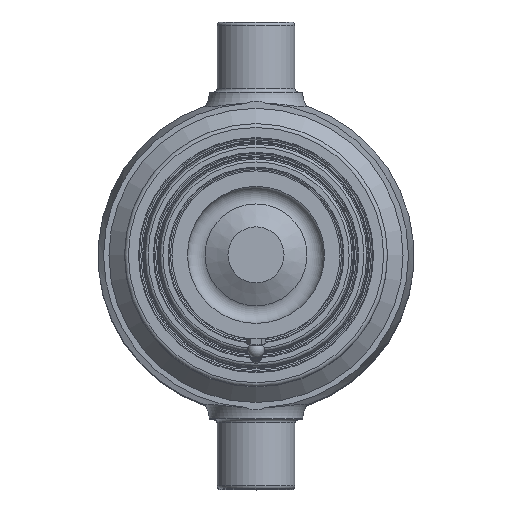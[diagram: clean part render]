
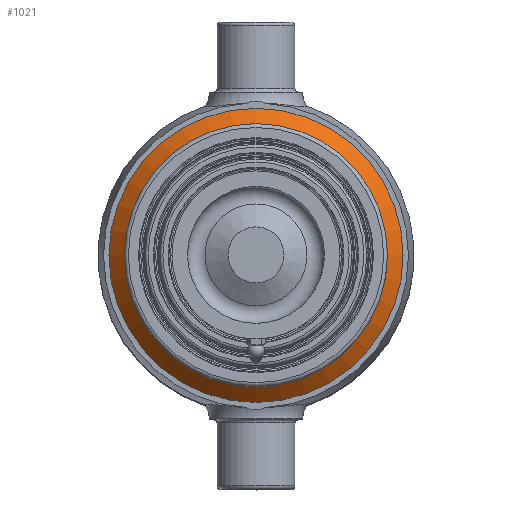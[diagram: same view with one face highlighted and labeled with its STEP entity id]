
A CAD part, top view. The second image highlights one B-rep face of the part: STEP entity #1021.
In plain terms, the highlighted conical face has half-angle 45 degrees and reference radius 94.5 mm.
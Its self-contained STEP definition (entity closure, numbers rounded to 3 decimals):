
#1021 = ADVANCED_FACE( '', ( #2274, #2275 ), #2276, .T. );
#2274 = FACE_BOUND( '', #3660, .T. );
#2275 = FACE_OUTER_BOUND( '', #3661, .T. );
#2276 = CONICAL_SURFACE( '', #3662, 94.5, 0.785 );
#3660 = EDGE_LOOP( '', ( #5900 ) );
#3661 = EDGE_LOOP( '', ( #5901 ) );
#3662 = AXIS2_PLACEMENT_3D( '', #5902, #5903, #5904 );
#5900 = ORIENTED_EDGE( '', *, *, #6834, .F. );
#5901 = ORIENTED_EDGE( '', *, *, #6970, .T. );
#5902 = CARTESIAN_POINT( '', ( 0., 0., 378. ) );
#5903 = DIRECTION( '', ( 0., 0., -1. ) );
#5904 = DIRECTION( '', ( -1., 0., 0. ) );
#6834 = EDGE_CURVE( '', #8081, #8081, #8082, .T. );
#6970 = EDGE_CURVE( '', #8254, #8254, #8255, .T. );
#8081 = VERTEX_POINT( '', #10731 );
#8082 = CIRCLE( '', #10732, 84.5 );
#8254 = VERTEX_POINT( '', #11104 );
#8255 = CIRCLE( '', #11105, 94.5 );
#10731 = CARTESIAN_POINT( '', ( -84.5, 0., 388. ) );
#10732 = AXIS2_PLACEMENT_3D( '', #12098, #12099, #12100 );
#11104 = CARTESIAN_POINT( '', ( -94.5, 0., 378. ) );
#11105 = AXIS2_PLACEMENT_3D( '', #12217, #12218, #12219 );
#12098 = CARTESIAN_POINT( '', ( 0., 0., 388. ) );
#12099 = DIRECTION( '', ( 0., 0., 1. ) );
#12100 = DIRECTION( '', ( -1., 0., 0. ) );
#12217 = CARTESIAN_POINT( '', ( 0., 0., 378. ) );
#12218 = DIRECTION( '', ( 0., 0., 1. ) );
#12219 = DIRECTION( '', ( -1., 0., 0. ) );
